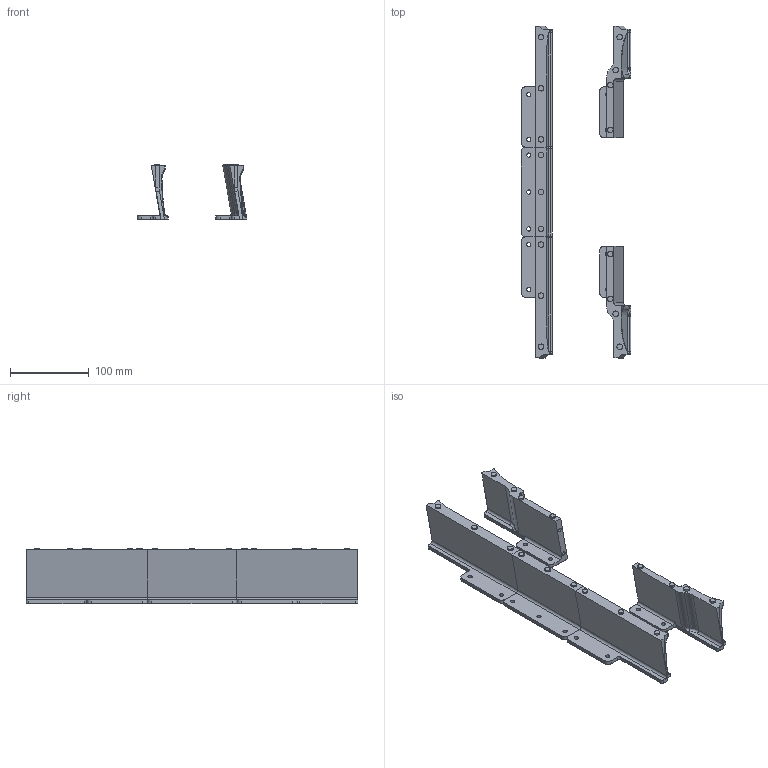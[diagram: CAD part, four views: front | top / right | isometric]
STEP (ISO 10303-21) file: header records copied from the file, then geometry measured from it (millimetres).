
FILE_DESCRIPTION(/* description */ (''),/* implementation_level */ '2;1');
FILE_NAME(/* name */ '300_no_mesh_darkmatter_skirts.step',/* time_stamp */ '2025-06-05T19:02:28-04:00',/* author */ (''),/* organization */ (''),/* preprocessor_version */ 'ST-DEVELOPER v20.1',/* originating_system */ 'Autodesk Translation Framework v14.10.0.0',/* authorisation */ '');
FILE_SCHEMA (('AUTOMOTIVE_DESIGN { 1 0 10303 214 3 1 1 }'));
Length unit declared in the file: millimetre
Products named in the file (7): Doom Skirts; side_skirt_a_x7; center_skirt_top_x3; side_skirt_b_x7; Front Skirt_Waveshare 11.9; front_skirt_a; front_skirt_b
Assembly tree (6 placements, depth 3):
  Doom Skirts
    side_skirt_a_x7
    center_skirt_top_x3
    side_skirt_b_x7
    Front Skirt_Waveshare 11.9
      front_skirt_a
      front_skirt_b
Bounding box: 140 x 422.5 x 71 mm (x, y, z)
Volume: 469790.1 mm3; surface area: 150501.8 mm2
Topology: 5 solids, 5 shells, 433 faces, 999 edges, 597 vertices
Faces by surface type: plane 139, cylinder 119, bspline 116, cone 39, torus 20
Full cylindrical faces by diameter (mm): 4.7 x4, 5.4 x11, 7 x17
Entity records: 14688 total; most frequent: CARTESIAN_POINT 5085, ORIENTED_EDGE 1998, DIRECTION 1856, EDGE_CURVE 999, AXIS2_PLACEMENT_3D 707, VERTEX_POINT 597, EDGE_LOOP 476, LINE 442
